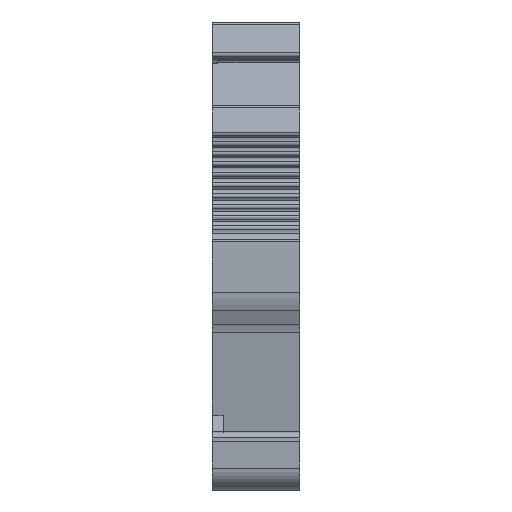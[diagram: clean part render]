
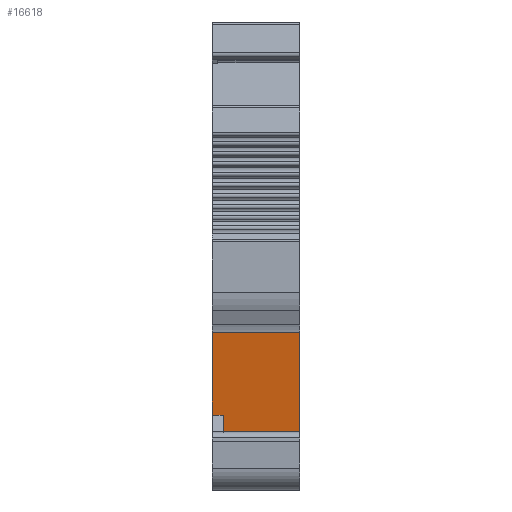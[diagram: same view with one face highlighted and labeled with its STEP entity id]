
A CAD part, left-side view. The second image highlights one B-rep face of the part: STEP entity #16618.
In plain terms, the highlighted planar face has unit normal (-0.986, 0, -0.168).
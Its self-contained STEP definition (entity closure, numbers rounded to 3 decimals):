
#2458=ORIENTED_EDGE('',*,*,#5542,.T.);
#2459=ORIENTED_EDGE('',*,*,#5152,.F.);
#2460=ORIENTED_EDGE('',*,*,#5547,.T.);
#2461=ORIENTED_EDGE('',*,*,#4922,.F.);
#2462=ORIENTED_EDGE('',*,*,#5548,.F.);
#2463=ORIENTED_EDGE('',*,*,#5549,.F.);
#4922=EDGE_CURVE('',#6675,#6676,#7830,.T.);
#5152=EDGE_CURVE('',#6891,#6892,#7952,.T.);
#5542=EDGE_CURVE('',#7088,#6892,#8221,.T.);
#5547=EDGE_CURVE('',#6891,#6676,#8226,.T.);
#5548=EDGE_CURVE('',#7089,#6675,#8227,.T.);
#5549=EDGE_CURVE('',#7088,#7089,#8228,.T.);
#6675=VERTEX_POINT('',#22825);
#6676=VERTEX_POINT('',#22827);
#6891=VERTEX_POINT('',#23308);
#6892=VERTEX_POINT('',#23309);
#7088=VERTEX_POINT('',#24136);
#7089=VERTEX_POINT('',#24148);
#7830=LINE('',#22826,#9060);
#7952=LINE('',#23307,#9182);
#8221=LINE('',#24135,#9451);
#8226=LINE('',#24145,#9456);
#8227=LINE('',#24147,#9457);
#8228=LINE('',#24149,#9458);
#9060=VECTOR('',#18501,1000.);
#9182=VECTOR('',#18863,1000.);
#9451=VECTOR('',#19720,1000.);
#9456=VECTOR('',#19733,1000.);
#9457=VECTOR('',#19736,1000.);
#9458=VECTOR('',#19737,1000.);
#10382=EDGE_LOOP('',(#2458,#2459,#2460,#2461,#2462,#2463));
#11043=FACE_BOUND('',#10382,.T.);
#11567=PLANE('',#17531);
#16618=ADVANCED_FACE('',(#11043),#11567,.F.);
#17531=AXIS2_PLACEMENT_3D('',#24146,#19734,#19735);
#18501=DIRECTION('',(0.168,0.,-0.986));
#18863=DIRECTION('',(-0.168,0.,0.986));
#19720=DIRECTION('',(0.,-1.,0.));
#19733=DIRECTION('',(0.,-1.,0.));
#19734=DIRECTION('',(0.986,0.,0.168));
#19735=DIRECTION('',(0.168,0.,-0.986));
#19736=DIRECTION('',(0.,-1.,0.));
#19737=DIRECTION('',(-0.168,0.,0.986));
#22825=CARTESIAN_POINT('',(-47.044,-3.7,-3.557));
#22826=CARTESIAN_POINT('',(-45.85,-3.7,-10.563));
#22827=CARTESIAN_POINT('',(-45.053,-3.7,-15.244));
#23307=CARTESIAN_POINT('',(-45.053,3.3,-15.244));
#23308=CARTESIAN_POINT('',(-45.053,3.3,-15.244));
#23309=CARTESIAN_POINT('',(-45.753,3.3,-11.136));
#24135=CARTESIAN_POINT('',(-45.753,88.697,-11.136));
#24136=CARTESIAN_POINT('',(-45.753,4.3,-11.136));
#24145=CARTESIAN_POINT('',(-45.053,3.3,-15.244));
#24146=CARTESIAN_POINT('',(-45.85,88.697,-10.563));
#24147=CARTESIAN_POINT('',(-47.044,88.697,-3.557));
#24148=CARTESIAN_POINT('',(-47.044,4.3,-3.557));
#24149=CARTESIAN_POINT('',(-45.85,4.3,-10.563));
